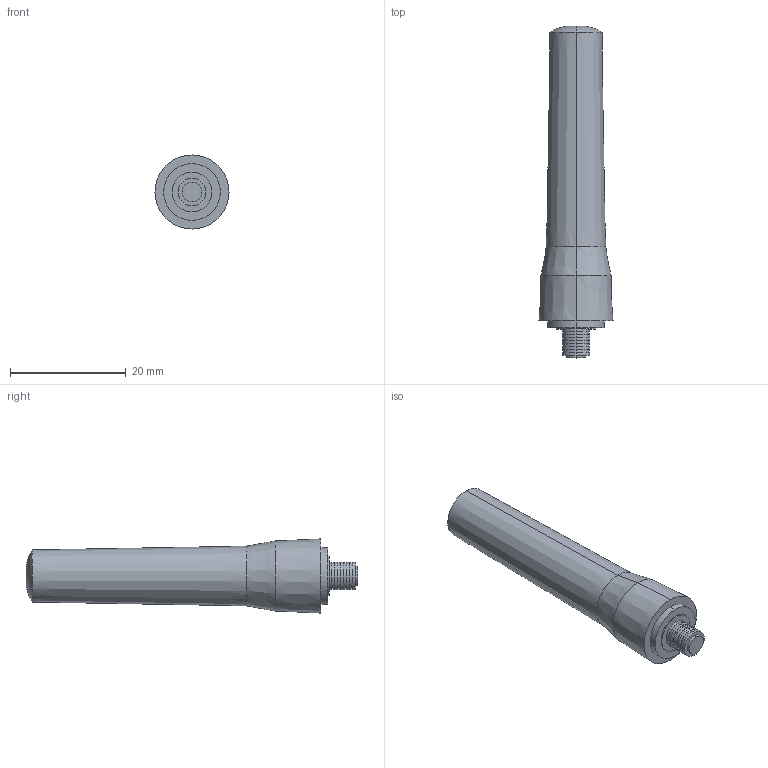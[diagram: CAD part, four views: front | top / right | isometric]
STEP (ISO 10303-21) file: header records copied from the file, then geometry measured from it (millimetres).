
FILE_DESCRIPTION (( 'STEP AP214' ), '1' );
FILE_NAME ('User Library-TETRA ANTENNA 380-400 MHZ M4.STEP', '2013-02-15T11:51:25', ( 'Windows User' ), ( '' ), 'SwSTEP 2.0', 'SolidWorks 2013', '' );
FILE_SCHEMA (( 'AUTOMOTIVE_DESIGN' ));
Length unit declared in the file: millimetre
Products named in the file (1): User Library-TETRA ANTENNA 380-400 MHZ M4
Bounding box: 12.8 x 57.31 x 12.8 mm (x, y, z)
Volume: 4378 mm3; surface area: 2095.6 mm2
Topology: 5 solids, 5 shells, 49 faces, 90 edges, 57 vertices
Faces by surface type: cylinder 24, plane 17, cone 6, torus 2
Entity records: 1576 total; most frequent: DIRECTION 246, CARTESIAN_POINT 195, ORIENTED_EDGE 176, AXIS2_PLACEMENT_3D 108, EDGE_CURVE 88, CIRCLE 58, EDGE_LOOP 57, VERTEX_POINT 57
